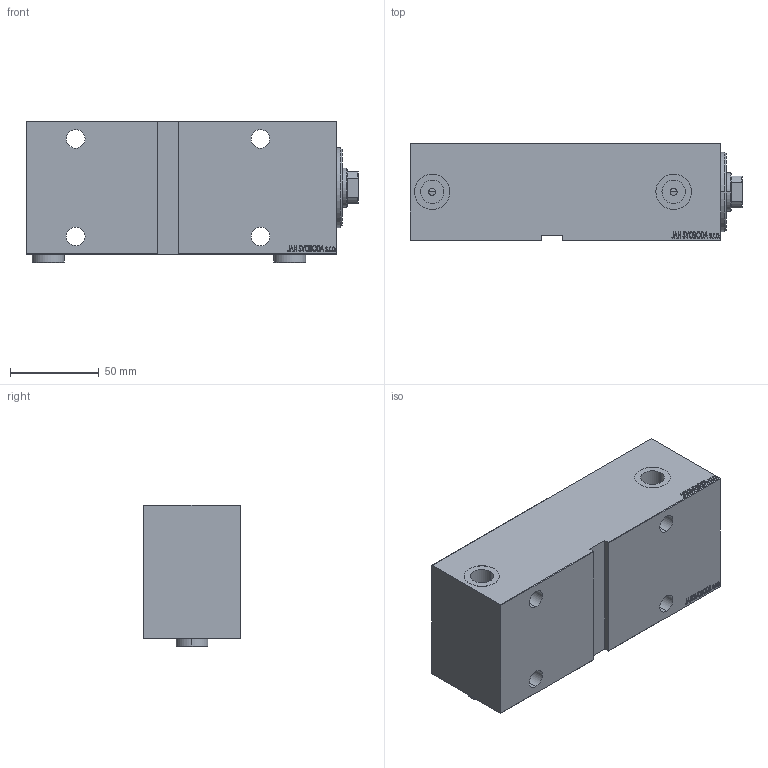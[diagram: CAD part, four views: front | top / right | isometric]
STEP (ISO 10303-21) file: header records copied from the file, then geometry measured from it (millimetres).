
FILE_DESCRIPTION (( 'STEP AP203' ), '1' );
FILE_NAME ('3fa4.STEP', '2024-05-20T09:35:49', ( '' ), ( '' ), 'SwSTEP 2.0', 'SolidWorks 2019', '' );
FILE_SCHEMA (( 'CONFIG_CONTROL_DESIGN' ));
Length unit declared in the file: millimetre
Products named in the file (5): 3fa4; V450CM_E_Body 8716d5083d8ac01a37560ee0a6602a19; V450CM_VC_B 8716d5083d8ac01a37560ee0a6602a19; V450CM_E_VCP 8716d5083d8ac01a37560ee0a6602a19; Zatka_OIL_PORT 8716d5083d8ac01a37560ee0a6602a19
Assembly tree (5 placements, depth 2):
  3fa4
    V450CM_E_Body 8716d5083d8ac01a37560ee0a6602a19
    V450CM_E_VCP 8716d5083d8ac01a37560ee0a6602a19
    V450CM_VC_B 8716d5083d8ac01a37560ee0a6602a19
    Zatka_OIL_PORT 8716d5083d8ac01a37560ee0a6602a19  x2
Bounding box: 187 x 55 x 79.9 mm (x, y, z)
Volume: 644727.4 mm3; surface area: 104302.6 mm2
Topology: 5 solids, 5 shells, 909 faces, 2314 edges, 1529 vertices
Faces by surface type: plane 445, bspline 380, cylinder 66, cone 18
Entity records: 44293 total; most frequent: CARTESIAN_POINT 24643, ORIENTED_EDGE 4544, DIRECTION 2678, EDGE_CURVE 2272, VERTEX_POINT 1505, LINE 1358, VECTOR 1358, EDGE_LOOP 1019
